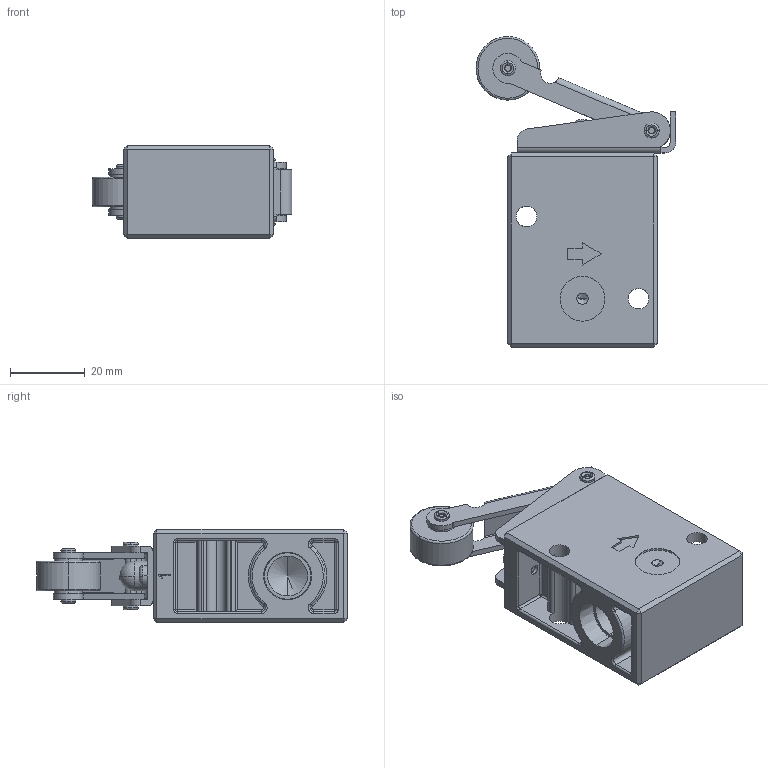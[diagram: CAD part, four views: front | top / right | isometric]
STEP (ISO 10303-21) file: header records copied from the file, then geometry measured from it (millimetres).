
FILE_DESCRIPTION (( 'STEP AP214' ), '1' );
FILE_NAME ('VM230-02-01A.step.step', '2015-04-22T00:51:46', ( 'Windows User' ), ( '' ), 'SwSTEP 2.0', 'SolidWorks 2015', '' );
FILE_SCHEMA (( 'AUTOMOTIVE_DESIGN' ));
Length unit declared in the file: millimetre
Products named in the file (3): VM230-02-01A.step_VM2-01; VM230-02-01A.step_VM200_Body_02; VM230-02-01A.step
Assembly tree (2 placements, depth 2):
  VM230-02-01A.step
    VM230-02-01A.step_VM200_Body_02
    VM230-02-01A.step_VM2-01
Bounding box: 53.48 x 83.16 x 25 mm (x, y, z)
Volume: 45966.5 mm3; surface area: 17995.7 mm2
Topology: 2 solids, 2 shells, 357 faces, 857 edges, 508 vertices
Faces by surface type: cylinder 138, plane 117, torus 64, cone 18, sphere 10, bspline 10
Entity records: 11081 total; most frequent: CARTESIAN_POINT 2409, DIRECTION 1907, ORIENTED_EDGE 1682, EDGE_CURVE 841, AXIS2_PLACEMENT_3D 748, VERTEX_POINT 508, LINE 411, VECTOR 411
